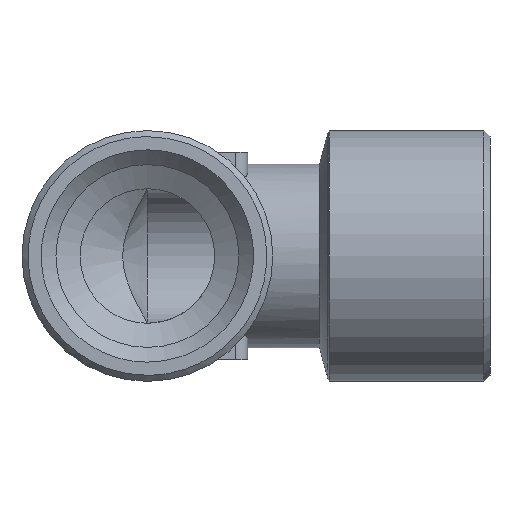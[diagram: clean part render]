
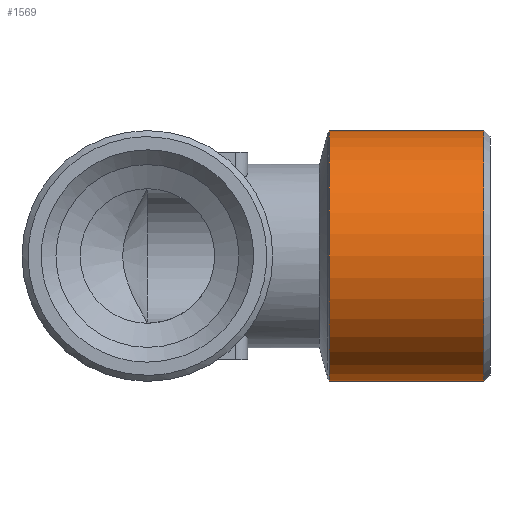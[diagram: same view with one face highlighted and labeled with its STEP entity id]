
A CAD part, front view. The second image highlights one B-rep face of the part: STEP entity #1569.
In plain terms, the highlighted cylindrical face has radius 10.25 mm (diameter 20.5 mm), a full revolution.
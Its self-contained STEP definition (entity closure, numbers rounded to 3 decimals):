
#106 = AXIS2_PLACEMENT_3D ( 'NONE', #1706, #1709, #2117 ) ;
#134 = AXIS2_PLACEMENT_3D ( 'NONE', #2013, #2012, #2011 ) ;
#139 = AXIS2_PLACEMENT_3D ( 'NONE', #2029, #2028, #2027 ) ;
#140 = AXIS2_PLACEMENT_3D ( 'NONE', #2109, #2107, #2106 ) ;
#179 = EDGE_CURVE ( 'NONE', #1262, #1185, #1152, .T. ) ;
#184 = EDGE_CURVE ( 'NONE', #1185, #1262, #1151, .T. ) ;
#187 = EDGE_CURVE ( 'NONE', #986, #986, #1144, .T. ) ;
#986 = VERTEX_POINT ( 'NONE', #2084 ) ;
#1089 = CYLINDRICAL_SURFACE ( 'NONE', #106, 10.25 ) ;
#1091 = FACE_OUTER_BOUND ( 'NONE', #1479, .T. ) ;
#1102 = FACE_OUTER_BOUND ( 'NONE', #1491, .T. ) ;
#1144 = CIRCLE ( 'NONE', #134, 10.25 ) ;
#1151 = CIRCLE ( 'NONE', #139, 10.25 ) ;
#1152 = CIRCLE ( 'NONE', #140, 10.25 ) ;
#1185 = VERTEX_POINT ( 'NONE', #1913 ) ;
#1262 = VERTEX_POINT ( 'NONE', #1912 ) ;
#1291 = ORIENTED_EDGE ( 'NONE', *, *, #187, .T. ) ;
#1292 = ORIENTED_EDGE ( 'NONE', *, *, #179, .F. ) ;
#1311 = ORIENTED_EDGE ( 'NONE', *, *, #184, .F. ) ;
#1479 = EDGE_LOOP ( 'NONE', ( #1292, #1311 ) ) ;
#1491 = EDGE_LOOP ( 'NONE', ( #1291 ) ) ;
#1569 = ADVANCED_FACE ( 'NONE', ( #1102, #1091 ), #1089, .T. ) ;
#1706 = CARTESIAN_POINT ( 'NONE',  ( 27.5, 30.5, 0. ) ) ;
#1709 = DIRECTION ( 'NONE',  ( -1., 0., 0. ) ) ;
#1912 = CARTESIAN_POINT ( 'NONE',  ( 14.852, 20.25, 0. ) ) ;
#1913 = CARTESIAN_POINT ( 'NONE',  ( 14.852, 40.75, 0. ) ) ;
#2011 = DIRECTION ( 'NONE',  ( 0., 0., 1. ) ) ;
#2012 = DIRECTION ( 'NONE',  ( -1., 0., 0. ) ) ;
#2013 = CARTESIAN_POINT ( 'NONE',  ( 27.5, 30.5, 0. ) ) ;
#2027 = DIRECTION ( 'NONE',  ( 0., -1., 0. ) ) ;
#2028 = DIRECTION ( 'NONE',  ( -1., 0., 0. ) ) ;
#2029 = CARTESIAN_POINT ( 'NONE',  ( 14.852, 30.5, 0. ) ) ;
#2084 = CARTESIAN_POINT ( 'NONE',  ( 27.5, 30.5, 10.25 ) ) ;
#2106 = DIRECTION ( 'NONE',  ( 0., -1., 0. ) ) ;
#2107 = DIRECTION ( 'NONE',  ( -1., 0., 0. ) ) ;
#2109 = CARTESIAN_POINT ( 'NONE',  ( 14.852, 30.5, 0. ) ) ;
#2117 = DIRECTION ( 'NONE',  ( 0., 0., 1. ) ) ;
